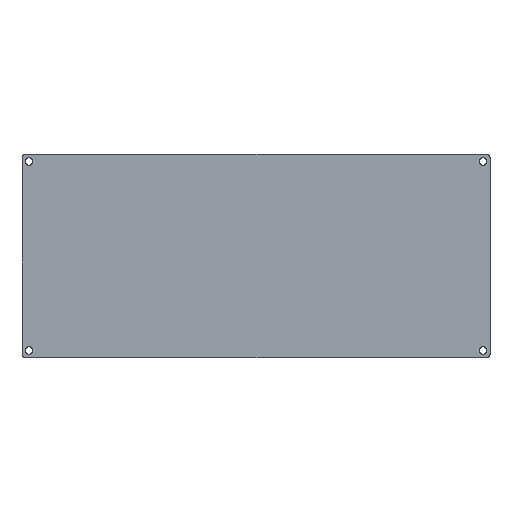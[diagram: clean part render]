
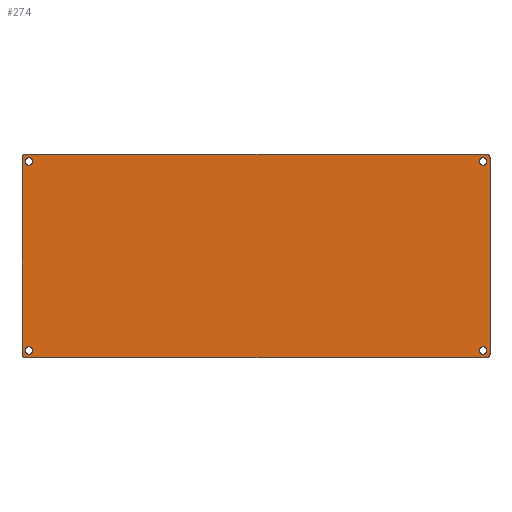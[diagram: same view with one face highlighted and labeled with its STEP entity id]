
A CAD part, top view. The second image highlights one B-rep face of the part: STEP entity #274.
In plain terms, the highlighted planar face has unit normal (0, 0, 1).
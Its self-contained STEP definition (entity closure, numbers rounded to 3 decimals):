
#19=FACE_BOUND('',#61,.T.);
#20=FACE_BOUND('',#62,.T.);
#21=FACE_BOUND('',#63,.T.);
#22=FACE_BOUND('',#64,.T.);
#28=PLANE('',#306);
#42=FACE_OUTER_BOUND('',#60,.T.);
#60=EDGE_LOOP('',(#241,#242,#243,#244,#245,#246,#247,#248));
#61=EDGE_LOOP('',(#249));
#62=EDGE_LOOP('',(#250));
#63=EDGE_LOOP('',(#251));
#64=EDGE_LOOP('',(#252));
#73=LINE('',#428,#93);
#79=LINE('',#448,#99);
#82=LINE('',#456,#102);
#84=LINE('',#462,#104);
#93=VECTOR('',#349,10.);
#99=VECTOR('',#369,10.);
#102=VECTOR('',#378,10.);
#104=VECTOR('',#386,10.);
#105=CIRCLE('',#278,1.6);
#107=CIRCLE('',#281,1.6);
#109=CIRCLE('',#284,1.6);
#111=CIRCLE('',#287,1.6);
#113=CIRCLE('',#290,1.5);
#118=CIRCLE('',#298,1.5);
#119=CIRCLE('',#301,1.5);
#120=CIRCLE('',#304,1.5);
#121=VERTEX_POINT('',#391);
#123=VERTEX_POINT('',#397);
#125=VERTEX_POINT('',#403);
#127=VERTEX_POINT('',#409);
#129=VERTEX_POINT('',#415);
#130=VERTEX_POINT('',#416);
#134=VERTEX_POINT('',#426);
#140=VERTEX_POINT('',#442);
#141=VERTEX_POINT('',#446);
#142=VERTEX_POINT('',#450);
#143=VERTEX_POINT('',#454);
#144=VERTEX_POINT('',#458);
#145=EDGE_CURVE('',#121,#121,#105,.T.);
#148=EDGE_CURVE('',#123,#123,#107,.T.);
#151=EDGE_CURVE('',#125,#125,#109,.T.);
#154=EDGE_CURVE('',#127,#127,#111,.T.);
#157=EDGE_CURVE('',#129,#130,#113,.T.);
#163=EDGE_CURVE('',#129,#134,#73,.T.);
#170=EDGE_CURVE('',#140,#134,#118,.T.);
#173=EDGE_CURVE('',#140,#141,#79,.T.);
#174=EDGE_CURVE('',#142,#141,#119,.T.);
#177=EDGE_CURVE('',#142,#143,#82,.T.);
#178=EDGE_CURVE('',#144,#143,#120,.T.);
#180=EDGE_CURVE('',#144,#130,#84,.T.);
#241=ORIENTED_EDGE('',*,*,#157,.F.);
#242=ORIENTED_EDGE('',*,*,#163,.T.);
#243=ORIENTED_EDGE('',*,*,#170,.F.);
#244=ORIENTED_EDGE('',*,*,#173,.T.);
#245=ORIENTED_EDGE('',*,*,#174,.F.);
#246=ORIENTED_EDGE('',*,*,#177,.T.);
#247=ORIENTED_EDGE('',*,*,#178,.F.);
#248=ORIENTED_EDGE('',*,*,#180,.T.);
#249=ORIENTED_EDGE('',*,*,#145,.T.);
#250=ORIENTED_EDGE('',*,*,#148,.T.);
#251=ORIENTED_EDGE('',*,*,#151,.T.);
#252=ORIENTED_EDGE('',*,*,#154,.T.);
#274=ADVANCED_FACE('',(#42,#19,#20,#21,#22),#28,.T.);
#278=AXIS2_PLACEMENT_3D('',#392,#311,#312);
#281=AXIS2_PLACEMENT_3D('',#398,#318,#319);
#284=AXIS2_PLACEMENT_3D('',#404,#325,#326);
#287=AXIS2_PLACEMENT_3D('',#410,#332,#333);
#290=AXIS2_PLACEMENT_3D('',#417,#339,#340);
#298=AXIS2_PLACEMENT_3D('',#443,#363,#364);
#301=AXIS2_PLACEMENT_3D('',#451,#372,#373);
#304=AXIS2_PLACEMENT_3D('',#459,#381,#382);
#306=AXIS2_PLACEMENT_3D('',#463,#387,#388);
#311=DIRECTION('center_axis',(0.,0.,-1.));
#312=DIRECTION('ref_axis',(1.,0.,0.));
#318=DIRECTION('center_axis',(0.,0.,-1.));
#319=DIRECTION('ref_axis',(1.,0.,0.));
#325=DIRECTION('center_axis',(0.,0.,-1.));
#326=DIRECTION('ref_axis',(1.,0.,0.));
#332=DIRECTION('center_axis',(0.,0.,-1.));
#333=DIRECTION('ref_axis',(1.,0.,0.));
#339=DIRECTION('center_axis',(0.,0.,-1.));
#340=DIRECTION('ref_axis',(0.707,-0.707,0.));
#349=DIRECTION('',(0.,1.,0.));
#363=DIRECTION('center_axis',(0.,0.,-1.));
#364=DIRECTION('ref_axis',(0.707,0.707,0.));
#369=DIRECTION('',(-1.,0.,0.));
#372=DIRECTION('center_axis',(0.,0.,-1.));
#373=DIRECTION('ref_axis',(-0.707,0.707,0.));
#378=DIRECTION('',(0.,-1.,0.));
#381=DIRECTION('center_axis',(0.,0.,-1.));
#382=DIRECTION('ref_axis',(-0.707,-0.707,0.));
#386=DIRECTION('',(1.,0.,0.));
#387=DIRECTION('center_axis',(0.,0.,1.));
#388=DIRECTION('ref_axis',(1.,0.,0.));
#391=CARTESIAN_POINT('',(-96.046,35.457,-50.));
#392=CARTESIAN_POINT('Origin',(-94.446,35.457,-50.));
#397=CARTESIAN_POINT('',(95.954,-44.543,-50.));
#398=CARTESIAN_POINT('Origin',(97.554,-44.543,-50.));
#403=CARTESIAN_POINT('',(-96.046,-44.543,-50.));
#404=CARTESIAN_POINT('Origin',(-94.446,-44.543,-50.));
#409=CARTESIAN_POINT('',(95.954,35.457,-50.));
#410=CARTESIAN_POINT('Origin',(97.554,35.457,-50.));
#415=CARTESIAN_POINT('',(100.555,-46.04,-50.));
#416=CARTESIAN_POINT('',(99.055,-47.54,-50.));
#417=CARTESIAN_POINT('Origin',(99.055,-46.04,-50.));
#426=CARTESIAN_POINT('',(100.555,36.96,-50.));
#428=CARTESIAN_POINT('',(100.555,-47.54,-50.));
#442=CARTESIAN_POINT('',(99.055,38.46,-50.));
#443=CARTESIAN_POINT('Origin',(99.055,36.96,-50.));
#446=CARTESIAN_POINT('',(-95.945,38.46,-50.));
#448=CARTESIAN_POINT('',(100.555,38.46,-50.));
#450=CARTESIAN_POINT('',(-97.445,36.96,-50.));
#451=CARTESIAN_POINT('Origin',(-95.945,36.96,-50.));
#454=CARTESIAN_POINT('',(-97.445,-46.04,-50.));
#456=CARTESIAN_POINT('',(-97.445,38.46,-50.));
#458=CARTESIAN_POINT('',(-95.945,-47.54,-50.));
#459=CARTESIAN_POINT('Origin',(-95.945,-46.04,-50.));
#462=CARTESIAN_POINT('',(-97.445,-47.54,-50.));
#463=CARTESIAN_POINT('Origin',(1.555,-4.54,-50.));
